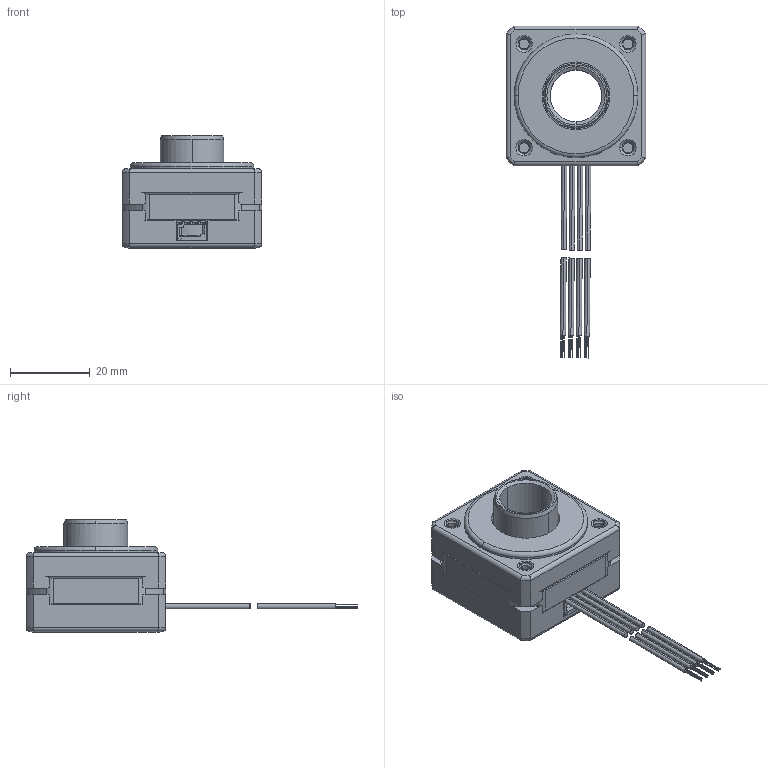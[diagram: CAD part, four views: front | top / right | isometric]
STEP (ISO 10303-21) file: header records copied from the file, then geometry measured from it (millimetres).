
FILE_DESCRIPTION((''),'2;1');
FILE_NAME('4611110064733_ASM','2024-04-16T17:04:27',('ms26442'),(''),'CREO PARAMETRIC BY PTC INC, 2018100','CREO PARAMETRIC BY PTC INC, 2018100','');
FILE_SCHEMA(('CONFIG_CONTROL_DESIGN'));
Products named in the file (23): 4613102101358; 3698153001036; 4613104026727_ASM; 4634140207538; 4613103016523_ASM; 4219121306375; 4613106100976_AF0; 4693220001273_AF0; 4613106100976_AF1; 4613107115458_AF0_ASM; 4332101306104_AF0; 4613107115292_ASM; 4333201501911; 4333201501904; 4331101000836; 4219121306376; 4294440200279; 4294404000351; 3627401000017; 4294440100794; 4613153001986_ASM; 3219720007471; 4611110064733_ASM
Assembly tree (27 placements, depth 5):
  4611110064733_ASM
    4613153001986_ASM
      4613103016523_ASM
        4613104026727_ASM
          4613102101358
          3698153001036  x2
        4634140207538
      4219121306375
      4613107115292_ASM
        4613107115458_AF0_ASM
          4613106100976_AF0
          4693220001273_AF0
          4613106100976_AF1
        4332101306104_AF0
      4333201501911
      4333201501904
      4331101000836  x2
      4219121306376
      4294440200279
      4294404000351  x4
      3627401000017
      4294440100794
    3219720007471
Bounding box: 35 x 83.12 x 28.15 mm (x, y, z)
Volume: 16757.3 mm3; surface area: 27765 mm2
Topology: 29 solids, 37 shells, 2656 faces, 7355 edges, 4814 vertices
Faces by surface type: cylinder 1294, plane 1175, cone 88, torus 68, sphere 16, bspline 15
Entity records: 72723 total; most frequent: CARTESIAN_POINT 14765, DIRECTION 12616, ORIENTED_EDGE 12010, EDGE_CURVE 6015, AXIS2_PLACEMENT_3D 4591, VERTEX_POINT 3944, VECTOR 3434, LINE 3434
